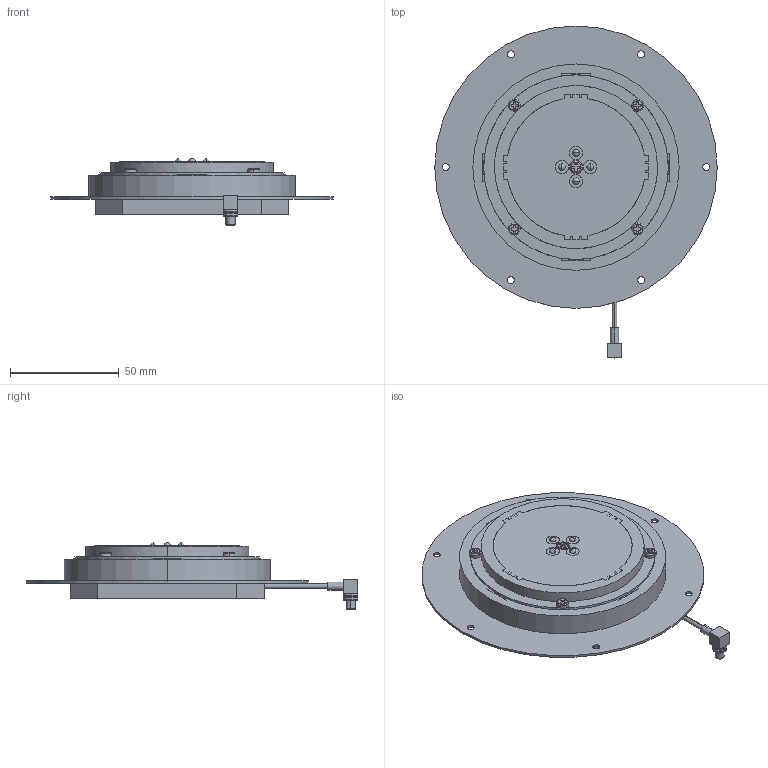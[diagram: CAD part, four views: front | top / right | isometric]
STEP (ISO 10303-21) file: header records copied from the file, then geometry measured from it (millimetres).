
FILE_DESCRIPTION (( 'STEP AP214' ), '1' );
FILE_NAME ('AS-ANT3B-OEM-L125-02SMA-00-R01.STEP', '2023-08-15T08:19:40', ( '' ), ( '' ), 'SwSTEP 2.0', 'SolidWorks 2020', '' );
FILE_SCHEMA (( 'AUTOMOTIVE_DESIGN' ));
Length unit declared in the file: millimetre
Products named in the file (1): AS-ANT3B-OEM-L125-02SMA-00-R01
Bounding box: 130 x 152.84 x 30.65 mm (x, y, z)
Volume: 167901.5 mm3; surface area: 64825.1 mm2
Topology: 8 solids, 12 shells, 309 faces, 731 edges, 476 vertices
Faces by surface type: plane 154, cylinder 70, cone 43, torus 20, bspline 14, sphere 8
Entity records: 9449 total; most frequent: CARTESIAN_POINT 2204, DIRECTION 1478, ORIENTED_EDGE 1462, EDGE_CURVE 731, AXIS2_PLACEMENT_3D 568, VERTEX_POINT 476, EDGE_LOOP 351, LINE 342
